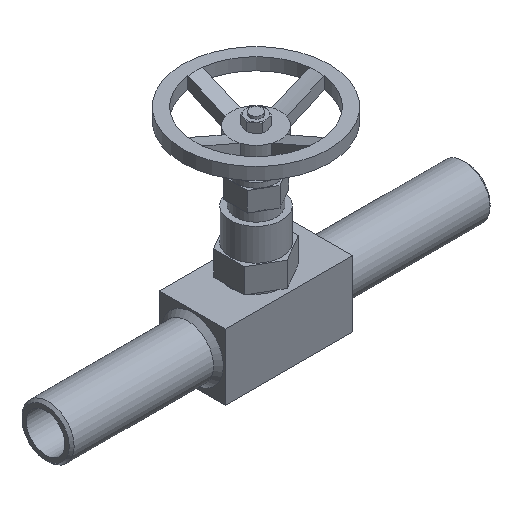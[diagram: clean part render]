
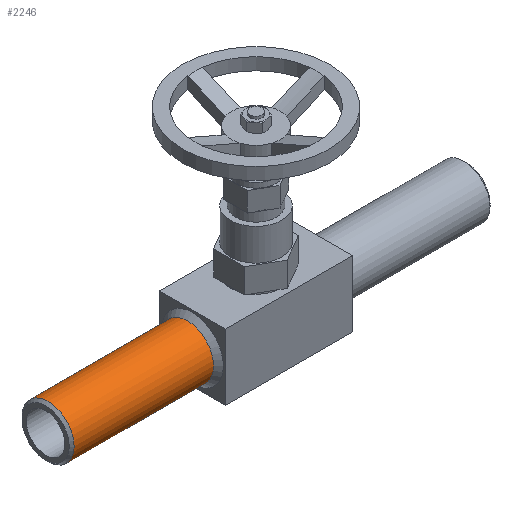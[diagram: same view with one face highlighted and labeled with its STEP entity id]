
A CAD part, isometric view. The second image highlights one B-rep face of the part: STEP entity #2246.
In plain terms, the highlighted cylindrical face has radius 10.65 mm (diameter 21.3 mm), a full revolution.
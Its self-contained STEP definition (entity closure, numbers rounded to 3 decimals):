
#141=CYLINDRICAL_SURFACE('',#2418,10.65);
#185=CIRCLE('',#2419,10.65);
#186=CIRCLE('',#2420,10.65);
#327=ORIENTED_EDGE('',*,*,#767,.T.);
#328=ORIENTED_EDGE('',*,*,#768,.T.);
#767=EDGE_CURVE('',#996,#996,#185,.F.);
#768=EDGE_CURVE('',#997,#997,#186,.T.);
#996=VERTEX_POINT('',#3280);
#997=VERTEX_POINT('',#3282);
#1337=EDGE_LOOP('',(#327));
#1338=EDGE_LOOP('',(#328));
#1527=FACE_BOUND('',#1337,.T.);
#1528=FACE_BOUND('',#1338,.T.);
#2246=ADVANCED_FACE('',(#1527,#1528),#141,.T.);
#2418=AXIS2_PLACEMENT_3D('',#3278,#2706,#2707);
#2419=AXIS2_PLACEMENT_3D('',#3279,#2708,#2709);
#2420=AXIS2_PLACEMENT_3D('',#3281,#2710,#2711);
#2706=DIRECTION('',(1.,0.,0.));
#2707=DIRECTION('',(0.,0.,-1.));
#2708=DIRECTION('',(1.,0.,0.));
#2709=DIRECTION('',(0.,0.,-1.));
#2710=DIRECTION('',(1.,0.,0.));
#2711=DIRECTION('',(0.,0.,-1.));
#3278=CARTESIAN_POINT('',(-86.,0.,0.));
#3279=CARTESIAN_POINT('',(-28.,0.,0.));
#3280=CARTESIAN_POINT('',(-28.,0.,-10.65));
#3281=CARTESIAN_POINT('',(-85.,0.,0.));
#3282=CARTESIAN_POINT('',(-85.,0.,-10.65));
